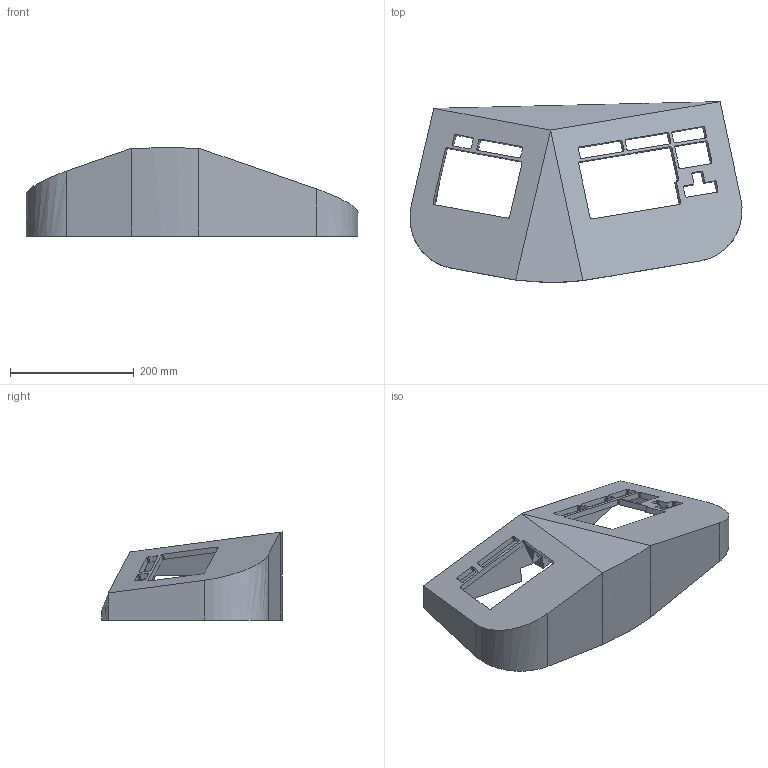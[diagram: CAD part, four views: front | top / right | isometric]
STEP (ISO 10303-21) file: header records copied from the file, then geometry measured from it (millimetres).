
FILE_DESCRIPTION(('FreeCAD Model'),'2;1');
FILE_NAME('tmpczYptq','2018-10-14T20:59:10',('FreeCAD'),('FreeCAD') ,'Open CASCADE STEP processor 7.2','FreeCAD','Unknown');
FILE_SCHEMA(('AUTOMOTIVE_DESIGN { 1 0 10303 214 1 1 1 1 }'));
Length unit declared in the file: millimetre
Products named in the file (1): Open CASCADE STEP translator 7.2 1
Bounding box: 537.02 x 292.32 x 142.59 mm (x, y, z)
Volume: 6055984.3 mm3; surface area: 431127.2 mm2
Topology: 1 solids, 1 shells, 411 faces, 1219 edges, 811 vertices
Faces by surface type: plane 400, cylinder 8, extrusion 3
Full cylindrical faces by diameter (mm): 3.4 x2
Entity records: 29208 total; most frequent: CARTESIAN_POINT 5496, DIRECTION 4109, VECTOR 3234, LINE 3231, ORIENTED_EDGE 2438, PCURVE 2438, DEFINITIONAL_REPRESENTATION 2438, EDGE_CURVE 1219
